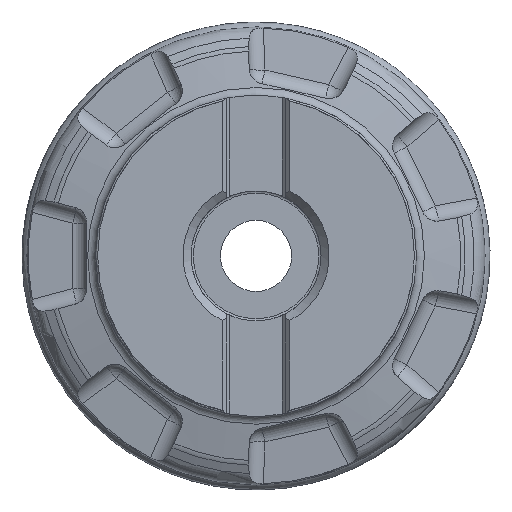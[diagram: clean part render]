
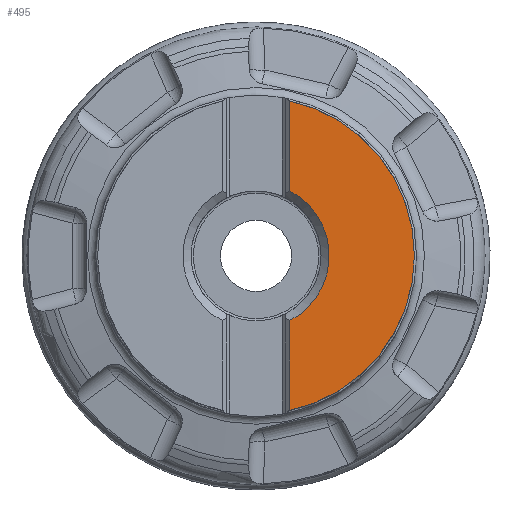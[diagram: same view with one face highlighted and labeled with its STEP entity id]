
A CAD part, top view. The second image highlights one B-rep face of the part: STEP entity #495.
In plain terms, the highlighted planar face has unit normal (0, 0, 1).
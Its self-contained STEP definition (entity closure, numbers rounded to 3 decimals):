
#170=PLANE('',#2397);
#267=FACE_OUTER_BOUND('',#877,.T.);
#495=ADVANCED_FACE('CU_BACK_F001',(#267),#170,.F.);
#572=LINE('',#3129,#638);
#573=LINE('',#3150,#639);
#638=VECTOR('',#2508,1.);
#639=VECTOR('',#2513,1.);
#877=EDGE_LOOP('',(#1394,#1395,#1396,#1397));
#1394=ORIENTED_EDGE('',*,*,#1945,.F.);
#1395=ORIENTED_EDGE('',*,*,#1717,.T.);
#1396=ORIENTED_EDGE('',*,*,#1948,.T.);
#1397=ORIENTED_EDGE('',*,*,#1720,.T.);
#1519=VERTEX_POINT('',#3105);
#1521=VERTEX_POINT('',#3128);
#1523=VERTEX_POINT('',#3149);
#1524=VERTEX_POINT('',#3151);
#1717=EDGE_CURVE('',#1519,#1521,#572,.T.);
#1720=EDGE_CURVE('',#1524,#1523,#573,.T.);
#1945=EDGE_CURVE('',#1519,#1523,#2065,.T.);
#1948=EDGE_CURVE('',#1521,#1524,#2068,.T.);
#2065=CIRCLE('',#2391,39.);
#2068=CIRCLE('',#2396,18.006);
#2391=AXIS2_PLACEMENT_3D('',#4197,#2898,#2899);
#2396=AXIS2_PLACEMENT_3D('',#4202,#2908,#2909);
#2397=AXIS2_PLACEMENT_3D('',#4203,#2910,#2911);
#2508=DIRECTION('',(0.,-1.,0.));
#2513=DIRECTION('',(0.,-1.,0.));
#2898=DIRECTION('',(0.,0.,-1.));
#2899=DIRECTION('',(1.,0.,0.));
#2908=DIRECTION('',(0.,0.,-1.));
#2909=DIRECTION('',(1.,0.,0.));
#2910=DIRECTION('',(0.,0.,-1.));
#2911=DIRECTION('',(-1.,0.,0.));
#3105=CARTESIAN_POINT('',(8.328,38.101,0.));
#3128=CARTESIAN_POINT('',(8.328,15.965,0.));
#3129=CARTESIAN_POINT('',(8.328,0.,0.));
#3149=CARTESIAN_POINT('',(8.328,-38.101,0.));
#3150=CARTESIAN_POINT('',(8.328,0.,0.));
#3151=CARTESIAN_POINT('',(8.328,-15.965,0.));
#4197=CARTESIAN_POINT('',(0.,0.,0.));
#4202=CARTESIAN_POINT('',(0.,0.,0.));
#4203=CARTESIAN_POINT('',(-39.,0.,0.));
